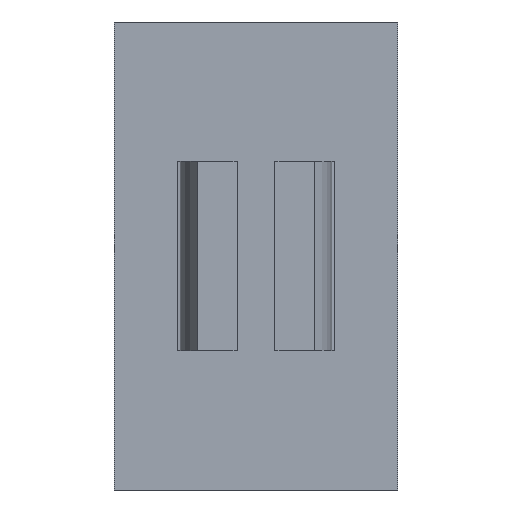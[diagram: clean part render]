
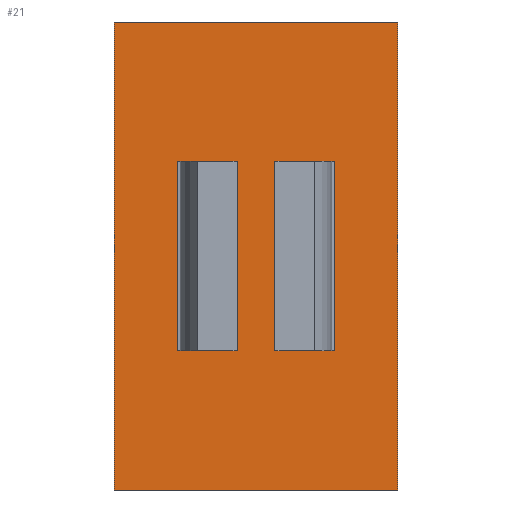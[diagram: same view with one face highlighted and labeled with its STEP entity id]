
A CAD part, front view. The second image highlights one B-rep face of the part: STEP entity #21.
In plain terms, the highlighted planar face has unit normal (0, -1, 0).
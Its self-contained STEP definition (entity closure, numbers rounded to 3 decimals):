
#1 = ORIENTED_EDGE ( 'NONE', *, *, #628, .F. ) ;
#3 = EDGE_CURVE ( 'NONE', #353, #580, #502, .T. ) ;
#8 = VECTOR ( 'NONE', #218, 1000. ) ;
#9 = LINE ( 'NONE', #397, #524 ) ;
#21 = ADVANCED_FACE ( 'NONE', ( #652, #133, #615 ), #561, .F. ) ;
#22 = VECTOR ( 'NONE', #268, 1000. ) ;
#37 = ORIENTED_EDGE ( 'NONE', *, *, #147, .T. ) ;
#79 = ORIENTED_EDGE ( 'NONE', *, *, #616, .T. ) ;
#80 = VERTEX_POINT ( 'NONE', #484 ) ;
#98 = LINE ( 'NONE', #273, #22 ) ;
#109 = ORIENTED_EDGE ( 'NONE', *, *, #186, .T. ) ;
#125 = LINE ( 'NONE', #272, #297 ) ;
#126 = VERTEX_POINT ( 'NONE', #409 ) ;
#128 = ORIENTED_EDGE ( 'NONE', *, *, #638, .T. ) ;
#129 = LINE ( 'NONE', #407, #430 ) ;
#133 = FACE_BOUND ( 'NONE', #501, .T. ) ;
#138 = VERTEX_POINT ( 'NONE', #396 ) ;
#143 = VECTOR ( 'NONE', #292, 1000. ) ;
#147 = EDGE_CURVE ( 'NONE', #619, #331, #129, .T. ) ;
#150 = EDGE_CURVE ( 'NONE', #386, #543, #9, .T. ) ;
#181 = LINE ( 'NONE', #287, #611 ) ;
#186 = EDGE_CURVE ( 'NONE', #639, #386, #647, .T. ) ;
#205 = LINE ( 'NONE', #220, #8 ) ;
#216 = LINE ( 'NONE', #256, #542 ) ;
#218 = DIRECTION ( 'NONE',  ( 0., 0., -1. ) ) ;
#220 = CARTESIAN_POINT ( 'NONE',  ( 1.5, 0., 2.475 ) ) ;
#232 = DIRECTION ( 'NONE',  ( 0., 0., -1. ) ) ;
#234 = CARTESIAN_POINT ( 'NONE',  ( -1.5, 0., 2.475 ) ) ;
#237 = ORIENTED_EDGE ( 'NONE', *, *, #609, .F. ) ;
#249 = VERTEX_POINT ( 'NONE', #388 ) ;
#254 = CARTESIAN_POINT ( 'NONE',  ( -0.2, 0., -1. ) ) ;
#255 = ORIENTED_EDGE ( 'NONE', *, *, #606, .T. ) ;
#256 = CARTESIAN_POINT ( 'NONE',  ( -0.2, 0., 1. ) ) ;
#258 = DIRECTION ( 'NONE',  ( 0., 0., -1. ) ) ;
#259 = ORIENTED_EDGE ( 'NONE', *, *, #3, .F. ) ;
#268 = DIRECTION ( 'NONE',  ( 1., 0., 0. ) ) ;
#271 = DIRECTION ( 'NONE',  ( 0., 0., -1. ) ) ;
#272 = CARTESIAN_POINT ( 'NONE',  ( 0.83, 0., 2.475 ) ) ;
#273 = CARTESIAN_POINT ( 'NONE',  ( 0.2, 0., -1. ) ) ;
#276 = CARTESIAN_POINT ( 'NONE',  ( -1.5, 0., -2.475 ) ) ;
#278 = VECTOR ( 'NONE', #232, 1000. ) ;
#284 = DIRECTION ( 'NONE',  ( -1., 0., 0. ) ) ;
#287 = CARTESIAN_POINT ( 'NONE',  ( -0.2, 0., 1. ) ) ;
#292 = DIRECTION ( 'NONE',  ( 0., 0., -1. ) ) ;
#294 = CARTESIAN_POINT ( 'NONE',  ( 0.2, 0., 1. ) ) ;
#297 = VECTOR ( 'NONE', #271, 1000. ) ;
#298 = EDGE_LOOP ( 'NONE', ( #37, #428, #259, #473 ) ) ;
#299 = CARTESIAN_POINT ( 'NONE',  ( 0.2, 0., 1. ) ) ;
#300 = DIRECTION ( 'NONE',  ( 1., 0., 0. ) ) ;
#308 = CARTESIAN_POINT ( 'NONE',  ( 1.5, 0., 2.475 ) ) ;
#317 = VECTOR ( 'NONE', #300, 1000. ) ;
#321 = CARTESIAN_POINT ( 'NONE',  ( -0.83, 0., 1. ) ) ;
#331 = VERTEX_POINT ( 'NONE', #365 ) ;
#332 = VECTOR ( 'NONE', #379, 1000. ) ;
#353 = VERTEX_POINT ( 'NONE', #383 ) ;
#354 = EDGE_LOOP ( 'NONE', ( #79, #1, #509, #255 ) ) ;
#358 = CARTESIAN_POINT ( 'NONE',  ( 0.2, 0., 1. ) ) ;
#363 = CARTESIAN_POINT ( 'NONE',  ( -0.83, 0., -1. ) ) ;
#365 = CARTESIAN_POINT ( 'NONE',  ( 1.5, 0., -2.475 ) ) ;
#379 = DIRECTION ( 'NONE',  ( 1., 0., 0. ) ) ;
#383 = CARTESIAN_POINT ( 'NONE',  ( -1.5, 0., 2.475 ) ) ;
#386 = VERTEX_POINT ( 'NONE', #363 ) ;
#387 = DIRECTION ( 'NONE',  ( -1., 0., 0. ) ) ;
#388 = CARTESIAN_POINT ( 'NONE',  ( 0.83, 0., 1. ) ) ;
#393 = DIRECTION ( 'NONE',  ( 0., 0., 1. ) ) ;
#394 = CARTESIAN_POINT ( 'NONE',  ( -0.2, 0., -1. ) ) ;
#395 = DIRECTION ( 'NONE',  ( 1., 0., 0. ) ) ;
#396 = CARTESIAN_POINT ( 'NONE',  ( 0.83, 0., -1. ) ) ;
#397 = CARTESIAN_POINT ( 'NONE',  ( -0.83, 0., 1. ) ) ;
#407 = CARTESIAN_POINT ( 'NONE',  ( 1.5, 0., -2.475 ) ) ;
#408 = ORIENTED_EDGE ( 'NONE', *, *, #150, .T. ) ;
#409 = CARTESIAN_POINT ( 'NONE',  ( -0.2, 0., 1. ) ) ;
#428 = ORIENTED_EDGE ( 'NONE', *, *, #653, .F. ) ;
#430 = VECTOR ( 'NONE', #395, 1000. ) ;
#468 = LINE ( 'NONE', #294, #143 ) ;
#473 = ORIENTED_EDGE ( 'NONE', *, *, #644, .T. ) ;
#484 = CARTESIAN_POINT ( 'NONE',  ( 0.2, 0., -1. ) ) ;
#497 = VERTEX_POINT ( 'NONE', #358 ) ;
#498 = VECTOR ( 'NONE', #387, 1000. ) ;
#501 = EDGE_LOOP ( 'NONE', ( #109, #408, #237, #128 ) ) ;
#502 = LINE ( 'NONE', #596, #332 ) ;
#509 = ORIENTED_EDGE ( 'NONE', *, *, #608, .F. ) ;
#515 = LINE ( 'NONE', #234, #278 ) ;
#524 = VECTOR ( 'NONE', #393, 1000. ) ;
#542 = VECTOR ( 'NONE', #258, 1000. ) ;
#543 = VERTEX_POINT ( 'NONE', #321 ) ;
#559 = DIRECTION ( 'NONE',  ( 0., 0., 1. ) ) ;
#561 = PLANE ( 'NONE',  #565 ) ;
#565 = AXIS2_PLACEMENT_3D ( 'NONE', #566, #571, #559 ) ;
#566 = CARTESIAN_POINT ( 'NONE',  ( 1.5, 0., 2.475 ) ) ;
#571 = DIRECTION ( 'NONE',  ( 0., 1., 0. ) ) ;
#580 = VERTEX_POINT ( 'NONE', #308 ) ;
#596 = CARTESIAN_POINT ( 'NONE',  ( 1.5, 0., 2.475 ) ) ;
#606 = EDGE_CURVE ( 'NONE', #497, #249, #621, .T. ) ;
#608 = EDGE_CURVE ( 'NONE', #497, #80, #468, .T. ) ;
#609 = EDGE_CURVE ( 'NONE', #126, #543, #181, .T. ) ;
#611 = VECTOR ( 'NONE', #284, 1000. ) ;
#615 = FACE_OUTER_BOUND ( 'NONE', #298, .T. ) ;
#616 = EDGE_CURVE ( 'NONE', #249, #138, #125, .T. ) ;
#619 = VERTEX_POINT ( 'NONE', #276 ) ;
#621 = LINE ( 'NONE', #299, #317 ) ;
#628 = EDGE_CURVE ( 'NONE', #80, #138, #98, .T. ) ;
#638 = EDGE_CURVE ( 'NONE', #126, #639, #216, .T. ) ;
#639 = VERTEX_POINT ( 'NONE', #254 ) ;
#644 = EDGE_CURVE ( 'NONE', #353, #619, #515, .T. ) ;
#647 = LINE ( 'NONE', #394, #498 ) ;
#652 = FACE_BOUND ( 'NONE', #354, .T. ) ;
#653 = EDGE_CURVE ( 'NONE', #580, #331, #205, .T. ) ;
